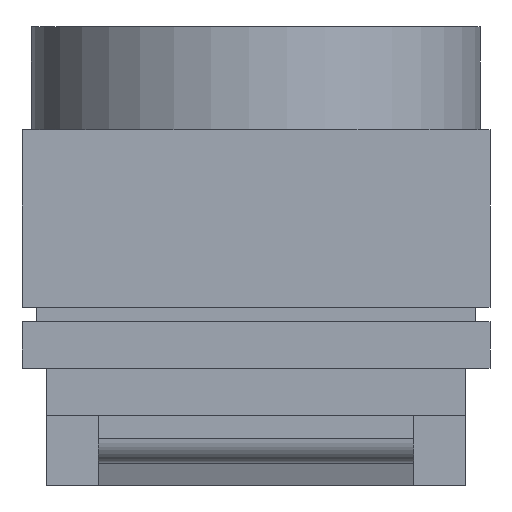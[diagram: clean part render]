
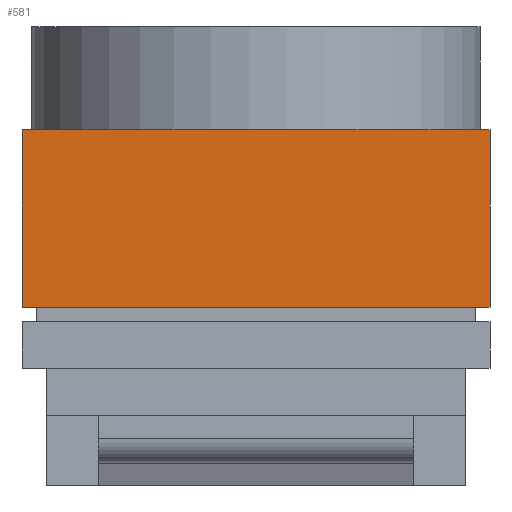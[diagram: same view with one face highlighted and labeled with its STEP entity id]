
A CAD part, left-side view. The second image highlights one B-rep face of the part: STEP entity #581.
In plain terms, the highlighted planar face has unit normal (-1, 0, 0).
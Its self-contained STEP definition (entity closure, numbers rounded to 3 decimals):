
#581 = ADVANCED_FACE( '', ( #1311 ), #1312, .F. );
#1311 = FACE_OUTER_BOUND( '', #2187, .T. );
#1312 = PLANE( '', #2188 );
#2187 = EDGE_LOOP( '', ( #4244, #4245, #4246, #4247 ) );
#2188 = AXIS2_PLACEMENT_3D( '', #4248, #4249, #4250 );
#4244 = ORIENTED_EDGE( '', *, *, #5750, .F. );
#4245 = ORIENTED_EDGE( '', *, *, #5813, .T. );
#4246 = ORIENTED_EDGE( '', *, *, #6234, .T. );
#4247 = ORIENTED_EDGE( '', *, *, #5857, .F. );
#4248 = CARTESIAN_POINT( '', ( -5., 5., 6. ) );
#4249 = DIRECTION( '', ( 1., 0., 0. ) );
#4250 = DIRECTION( '', ( 0., 0., -1. ) );
#5750 = EDGE_CURVE( '', #6891, #6884, #6893, .T. );
#5813 = EDGE_CURVE( '', #6891, #6998, #7000, .T. );
#5857 = EDGE_CURVE( '', #6884, #7067, #7071, .T. );
#6234 = EDGE_CURVE( '', #6998, #7067, #7623, .T. );
#6884 = VERTEX_POINT( '', #8736 );
#6891 = VERTEX_POINT( '', #8746 );
#6893 = LINE( '', #8749, #8750 );
#6998 = VERTEX_POINT( '', #9028 );
#7000 = LINE( '', #9031, #9032 );
#7067 = VERTEX_POINT( '', #9146 );
#7071 = LINE( '', #9152, #9153 );
#7623 = LINE( '', #10467, #10468 );
#8736 = CARTESIAN_POINT( '', ( -5., -5., 3.8 ) );
#8746 = CARTESIAN_POINT( '', ( -5., 5., 3.8 ) );
#8749 = CARTESIAN_POINT( '', ( -5., 5., 3.8 ) );
#8750 = VECTOR( '', #11132, 1000. );
#9028 = CARTESIAN_POINT( '', ( -5., 5., 0. ) );
#9031 = CARTESIAN_POINT( '', ( -5., 5., 6. ) );
#9032 = VECTOR( '', #11152, 1000. );
#9146 = CARTESIAN_POINT( '', ( -5., -5., 0. ) );
#9152 = CARTESIAN_POINT( '', ( -5., -5., 6. ) );
#9153 = VECTOR( '', #11176, 1000. );
#10467 = CARTESIAN_POINT( '', ( -5., 5., 0. ) );
#10468 = VECTOR( '', #11357, 1000. );
#11132 = DIRECTION( '', ( 0., -1., 0. ) );
#11152 = DIRECTION( '', ( 0., 0., -1. ) );
#11176 = DIRECTION( '', ( 0., 0., -1. ) );
#11357 = DIRECTION( '', ( 0., -1., 0. ) );
